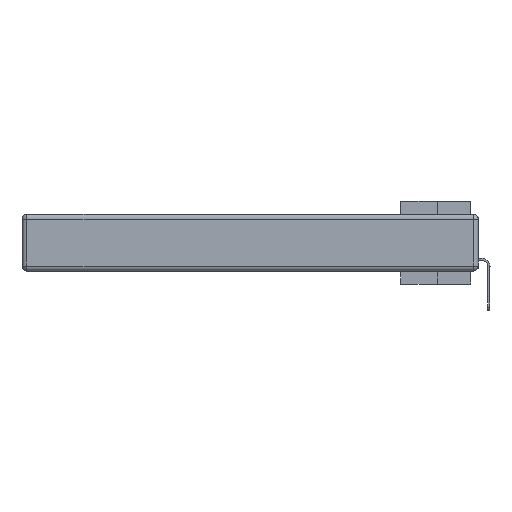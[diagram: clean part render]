
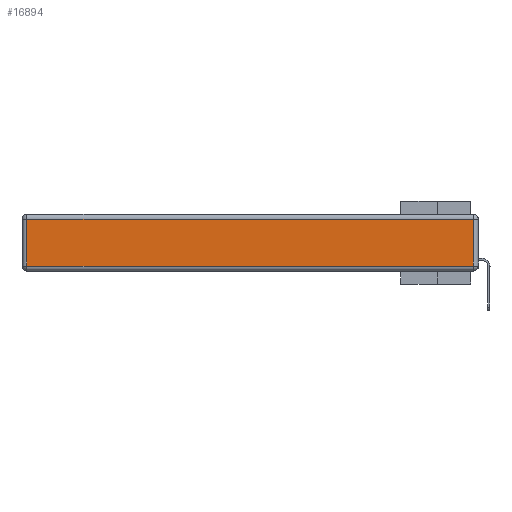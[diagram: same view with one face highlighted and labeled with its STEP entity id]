
A CAD part, left-side view. The second image highlights one B-rep face of the part: STEP entity #16894.
In plain terms, the highlighted planar face has unit normal (-1, 0, 0).
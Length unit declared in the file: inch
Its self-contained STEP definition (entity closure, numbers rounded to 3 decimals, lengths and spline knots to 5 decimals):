
#688 = EDGE_CURVE ( 'NONE', #21871, #26786, #16340, .T. ) ;
#1595 = LINE ( 'NONE', #29060, #8033 ) ;
#3717 = ORIENTED_EDGE ( 'NONE', *, *, #7188, .T. ) ;
#4100 = CARTESIAN_POINT ( 'NONE',  ( 0., 2.72, -0.343 ) ) ;
#6052 = CARTESIAN_POINT ( 'NONE',  ( 0., 0., -0.343 ) ) ;
#7188 = EDGE_CURVE ( 'NONE', #25564, #10704, #1595, .T. ) ;
#7460 = VECTOR ( 'NONE', #10427, 39.37008 ) ;
#8033 = VECTOR ( 'NONE', #23048, 39.37008 ) ;
#9264 = DIRECTION ( 'NONE',  ( -1., 0., 0. ) ) ;
#10427 = DIRECTION ( 'NONE',  ( 0., -1., 0. ) ) ;
#10704 = VERTEX_POINT ( 'NONE', #13280 ) ;
#12089 = FACE_OUTER_BOUND ( 'NONE', #36820, .T. ) ;
#12716 = EDGE_CURVE ( 'NONE', #10704, #21871, #28639, .T. ) ;
#13280 = CARTESIAN_POINT ( 'NONE',  ( 0., 0.03, -0.03 ) ) ;
#13987 = CARTESIAN_POINT ( 'NONE',  ( 0., 0.03, -0.313 ) ) ;
#15895 = DIRECTION ( 'NONE',  ( 0., 0., 1. ) ) ;
#16340 = LINE ( 'NONE', #4100, #27018 ) ;
#16392 = CARTESIAN_POINT ( 'NONE',  ( 0., 2.72, -0.03 ) ) ;
#16651 = LINE ( 'NONE', #19068, #7460 ) ;
#16894 = ADVANCED_FACE ( 'NONE', ( #12089 ), #24700, .T. ) ;
#16935 = DIRECTION ( 'NONE',  ( 0., 0., -1. ) ) ;
#19068 = CARTESIAN_POINT ( 'NONE',  ( 0., 0., -0.313 ) ) ;
#19609 = DIRECTION ( 'NONE',  ( 0., 1., 0. ) ) ;
#20811 = ORIENTED_EDGE ( 'NONE', *, *, #12716, .T. ) ;
#21871 = VERTEX_POINT ( 'NONE', #16392 ) ;
#22786 = EDGE_CURVE ( 'NONE', #26786, #25564, #16651, .T. ) ;
#23048 = DIRECTION ( 'NONE',  ( 0., 0., 1. ) ) ;
#24700 = PLANE ( 'NONE',  #33152 ) ;
#25564 = VERTEX_POINT ( 'NONE', #13987 ) ;
#26786 = VERTEX_POINT ( 'NONE', #31432 ) ;
#26974 = ORIENTED_EDGE ( 'NONE', *, *, #22786, .T. ) ;
#27018 = VECTOR ( 'NONE', #16935, 39.37008 ) ;
#28639 = LINE ( 'NONE', #31439, #38759 ) ;
#29060 = CARTESIAN_POINT ( 'NONE',  ( 0., 0.03, -0.343 ) ) ;
#31432 = CARTESIAN_POINT ( 'NONE',  ( 0., 2.72, -0.313 ) ) ;
#31439 = CARTESIAN_POINT ( 'NONE',  ( 0., 2.75, -0.03 ) ) ;
#33152 = AXIS2_PLACEMENT_3D ( 'NONE', #6052, #9264, #15895 ) ;
#36820 = EDGE_LOOP ( 'NONE', ( #26974, #3717, #20811, #38335 ) ) ;
#38335 = ORIENTED_EDGE ( 'NONE', *, *, #688, .T. ) ;
#38759 = VECTOR ( 'NONE', #19609, 39.37008 ) ;
